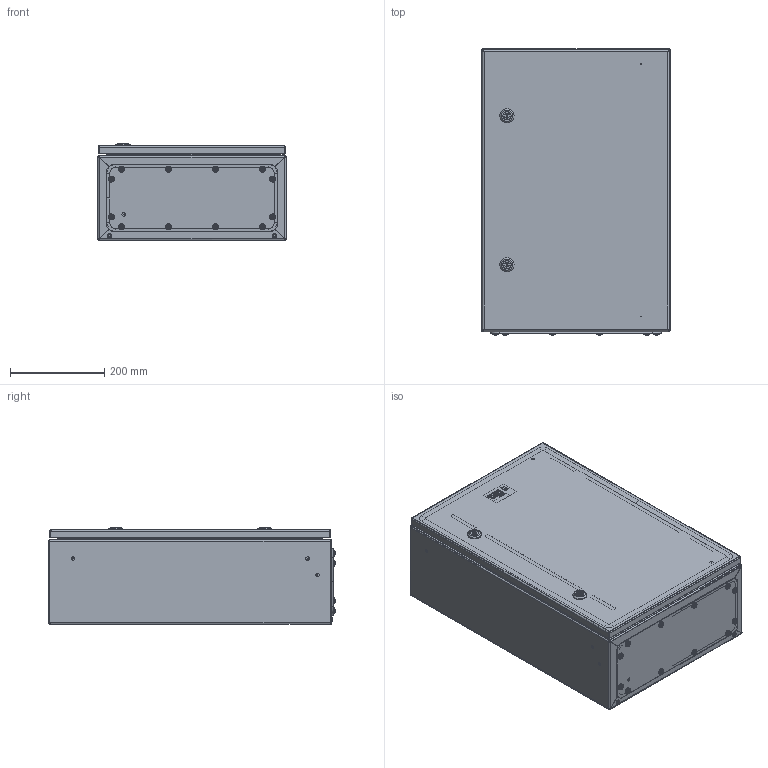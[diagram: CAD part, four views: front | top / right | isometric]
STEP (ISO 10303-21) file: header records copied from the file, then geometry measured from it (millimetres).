
FILE_DESCRIPTION (( 'STEP AP203' ), '1' );
FILE_NAME ('U2980060402 Êîðïóñ UC2M 60.40.20 IP66 (752.000.298).STEP', '2022-04-29T07:58:26', ( '' ), ( '' ), 'SwSTEP 2.0', 'SolidWorks 2017', '' );
FILE_SCHEMA (( 'CONFIG_CONTROL_DESIGN' ));
Length unit declared in the file: millimetre
Products named in the file (38): 012-1795 眈翴錪 鳱歑膱 UC2_02 (60.40); Óïëîòíèòåëü ÏÏÓ äâåðêè UC2_21 (60.40); ч蜱齁罻 ST-6; Øàéáà íåéëîí Ø028_Œ6; 蹴濋趌5915_M8; 嵑殧趌11371_6; 鎔艜_17473_M6x12; Îñíîâàíèå ïåòëè 4-119 Dirak; ﾇ瑟鶴 Mesan 060-1-1-13-33_00; Øïèëüêà ðåçüáîâàÿ Ì6_Œ6å12; 000.210.363 Îñíîâàíèå äâåðêè UC2_02 (60.40); ч蜱齁罻 ST-9; 嵑殧趌11371_8; Øïèëüêà ðåçüáîâàÿ Ì6_Œ8å30; 008-400 Ñòåíêà ïðîôèëüíàÿ UC2_07 (60.40.20); 010-326 Ïàíåëü ìîíòàæíàÿ UC2_07 (60.40.20); 003-393 Ñòåíêà íèæíÿÿ UC2_03 (00.40); 嵑殧趌11371_5; Øïèëüêà çàçåìëåíèÿ CKF CS_Œ6å16; 000.207.186 攜歑罻 UC2_02 (60.40); 000.113.105 忺謤僔 UC2_07 (60.40.20); U2980060402 扻豵鵨 UC2M 60.40.20 IP66 (752.000.298); 嵑殧趌6402_8; 019-99 Ïëàíêà z-îáðàçíàÿ_01 (60); 椻壚樇襝鴀 Mesan 33; Ïåòëÿ 4-119 Dirak_00; 000.241.255 署赅 UC2_01 (40.20); Âòóëêà ïåòëè 4-119 Dirak; Ñòîïîðíàÿ âòóëêà ïåòëè 4-119 Dirak; Øàéáà íåéëîí Ø028_Œ5; 扻豵鵨_п-1; Óïëîòíèòåëü ÏÏÓ êðûøêè UC2Ì_10 (40.20); 000.241.254 署赅 UC2_01 (40.20); 040-116 Âèíò ñïåöèàëüíûé ST 4,8x9; 056-273 椯鴀殣罻 UC2_07 (60.40.20); 027-187 署赅 UC2_01 (40.20); Øòèôò ïåòëè 4-119 Dirak; 蹴濋趌5915_M5
Assembly tree (108 placements, depth 4):
  U2980060402 扻豵鵨 UC2M 60.40.20 IP66 (752.000.298)
    000.113.105 忺謤僔 UC2_07 (60.40.20)
      008-400 Ñòåíêà ïðîôèëüíàÿ UC2_07 (60.40.20)
      003-393 Ñòåíêà íèæíÿÿ UC2_03 (00.40)
      Øïèëüêà ðåçüáîâàÿ Ì6_Œ8å30  x4
      Øïèëüêà ðåçüáîâàÿ Ì6_Œ6å12  x4
      Øïèëüêà çàçåìëåíèÿ CKF CS_Œ6å16  x2
    000.207.186 攜歑罻 UC2_02 (60.40)
      000.210.363 Îñíîâàíèå äâåðêè UC2_02 (60.40)
        012-1795 眈翴錪 鳱歑膱 UC2_02 (60.40)
        019-99 Ïëàíêà z-îáðàçíàÿ_01 (60)  x2
        Âòóëêà ïåòëè 4-119 Dirak  x2
        Øïèëüêà çàçåìëåíèÿ CKF CS_Œ6å16  x2
      Óïëîòíèòåëü ÏÏÓ äâåðêè UC2_21 (60.40)
      ﾇ瑟鶴 Mesan 060-1-1-13-33_00  x2
        扻豵鵨_п-1
        椻壚樇襝鴀 Mesan 33
        嵑殧趌11371_6
        鎔艜_17473_M6x12
    Ïåòëÿ 4-119 Dirak_00  x2
      Âòóëêà ïåòëè 4-119 Dirak
      Øòèôò ïåòëè 4-119 Dirak
      Îñíîâàíèå ïåòëè 4-119 Dirak
      Ñòîïîðíàÿ âòóëêà ïåòëè 4-119 Dirak
    嵑殧趌11371_5  x4
    Øàéáà íåéëîí Ø028_Œ5  x4
    蹴濋趌5915_M5  x4
    ч蜱齁罻 ST-6  x6
    ч蜱齁罻 ST-9  x4
    010-326 Ïàíåëü ìîíòàæíàÿ UC2_07 (60.40.20)
    蹴濋趌5915_M8  x12
    嵑殧趌11371_8  x4
    嵑殧趌6402_8  x4
    000.241.254 署赅 UC2_01 (40.20)
      000.241.255 署赅 UC2_01 (40.20)
        027-187 署赅 UC2_01 (40.20)
        Øïèëüêà çàçåìëåíèÿ CKF CS_Œ6å16
      Óïëîòíèòåëü ÏÏÓ êðûøêè UC2Ì_10 (40.20)
    040-116 Âèíò ñïåöèàëüíûé ST 4,8x9  x12
    Øàéáà íåéëîí Ø028_Œ6  x12
    056-273 椯鴀殣罻 UC2_07 (60.40.20)
Bounding box: 400.6 x 607.22 x 207.25 mm (x, y, z)
Volume: 2032796.5 mm3; surface area: 2495249.1 mm2
Topology: 107 solids, 109 shells, 4750 faces, 11175 edges, 6830 vertices
Faces by surface type: plane 1719, cylinder 1268, bspline 1061, cone 282, sphere 216, torus 204
Entity records: 108609 total; most frequent: CARTESIAN_POINT 50231, ORIENTED_EDGE 11632, DIRECTION 9087, EDGE_CURVE 5816, VERTEX_POINT 3738, LINE 3425, VECTOR 3425, AXIS2_PLACEMENT_3D 2831
